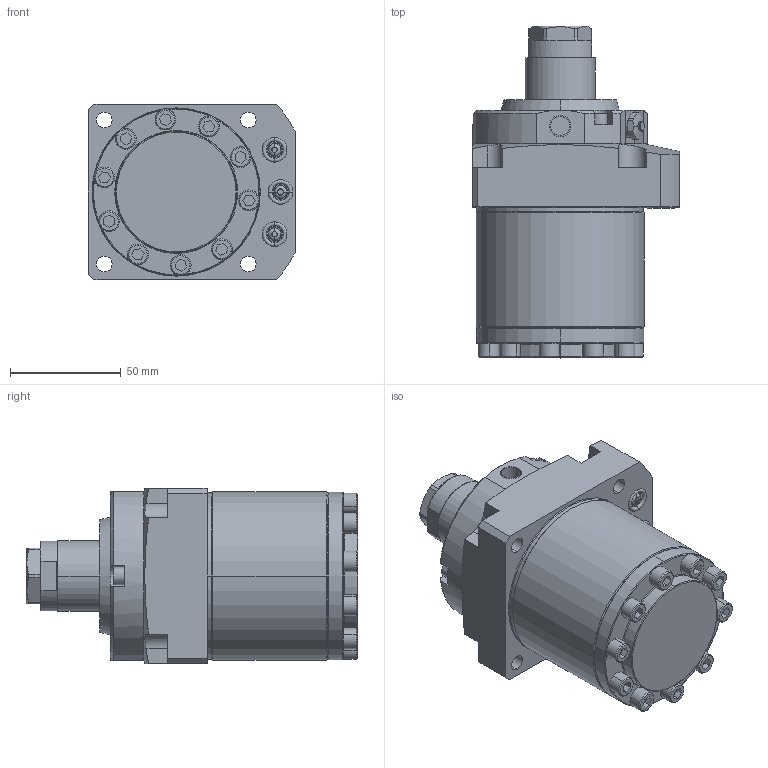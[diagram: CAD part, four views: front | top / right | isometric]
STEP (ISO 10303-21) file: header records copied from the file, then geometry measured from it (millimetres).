
FILE_DESCRIPTION((''),'2;1');
FILE_NAME('ILC10021201','2010-11-18T',('avl'),(''),'PRO/ENGINEER BY PARAMETRIC TECHNOLOGY CORPORATION, 2007460','PRO/ENGINEER BY PARAMETRIC TECHNOLOGY CORPORATION, 2007460','');
FILE_SCHEMA(('AUTOMOTIVE_DESIGN_CC2 { 1 2 10303 214 -1 1 5 2 }'));
Length unit declared in the file: inch
Products named in the file (1): ILC10021201
Bounding box: 93.68 x 149.99 x 79.38 mm (x, y, z)
Volume: 594589.2 mm3; surface area: 56301.2 mm2
Topology: 1 solids, 8 shells, 443 faces, 1089 edges, 700 vertices
Faces by surface type: plane 231, cylinder 133, cone 53, torus 22, revolution 4
Entity records: 16913 total; most frequent: CARTESIAN_POINT 2780, DIRECTION 2299, ORIENTED_EDGE 2154, PRESENTATION_STYLE_ASSIGNMENT 1096, STYLED_ITEM 1096, CURVE_STYLE 1089, EDGE_CURVE 1089, AXIS2_PLACEMENT_3D 850
